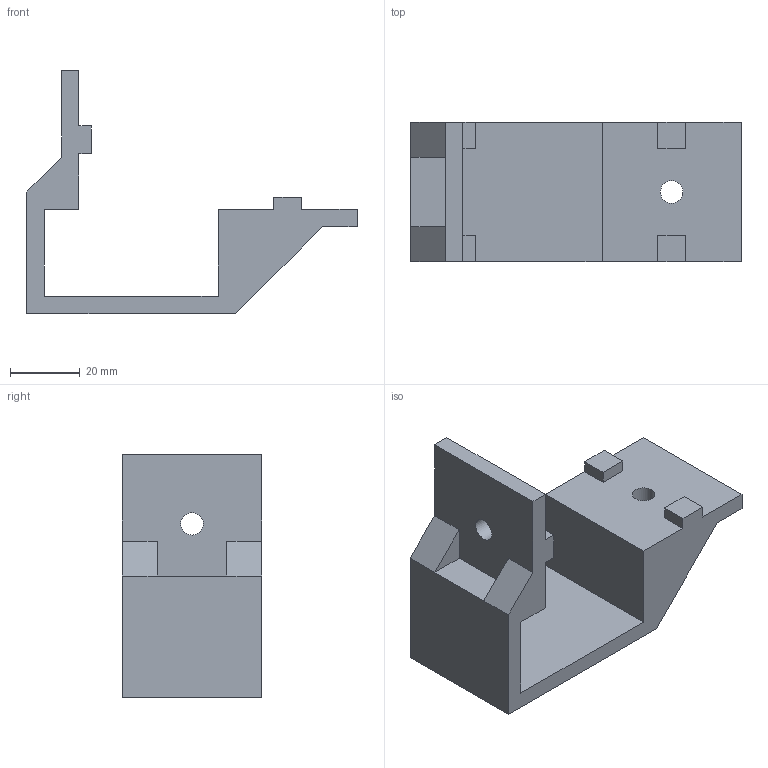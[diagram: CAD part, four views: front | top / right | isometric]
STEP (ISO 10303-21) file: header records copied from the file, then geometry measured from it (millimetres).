
FILE_DESCRIPTION(('HOOPS Exchange Step'),'2;1');
FILE_NAME('export-301D014A-A1A3-4148-9805-A5043F15321F.stp','2022-04-11T22:48:11+03:00',('othaa'),('Alibre'),'HOOPS Exchange 2020.1','Alibre','Unknown authorisation');
FILE_SCHEMA( ('AP242_MANAGED_MODEL_BASED_3D_ENGINEERING_MIM_LF {1 0 10303 442 1 1 4 }') );
Length unit declared in the file: millimetre
Products named in the file (1): Bracket vertical coils
Bounding box: 95 x 40 x 70 mm (x, y, z)
Volume: 43633.2 mm3; surface area: 19641.9 mm2
Topology: 1 solids, 1 shells, 42 faces, 116 edges, 76 vertices
Faces by surface type: plane 40, cylinder 2
Full cylindrical faces by diameter (mm): 6.5 x2
Entity records: 1350 total; most frequent: CARTESIAN_POINT 236, ORIENTED_EDGE 232, DIRECTION 208, EDGE_CURVE 116, VECTOR 112, LINE 112, VERTEX_POINT 76, AXIS2_PLACEMENT_3D 48
